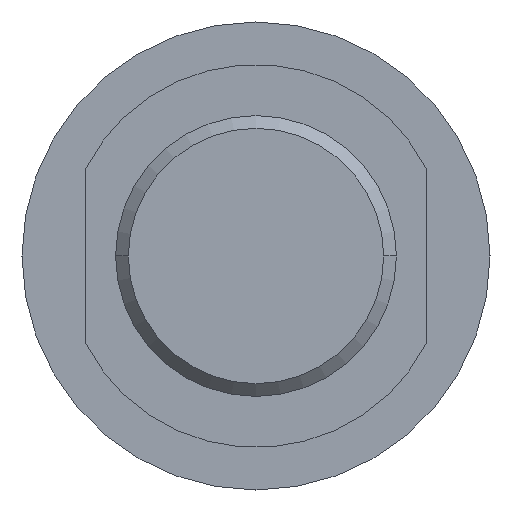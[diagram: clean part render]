
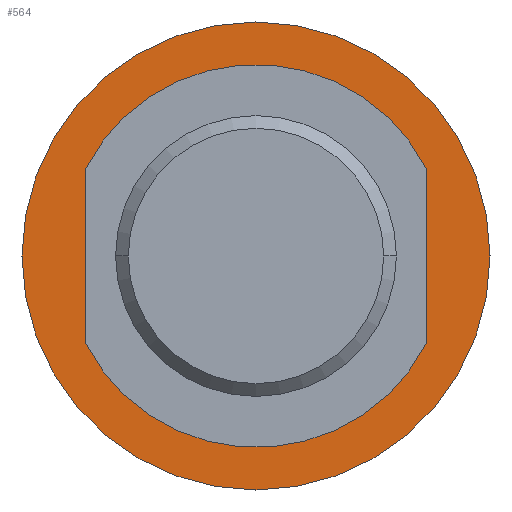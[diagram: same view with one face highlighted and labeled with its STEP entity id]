
A CAD part, left-side view. The second image highlights one B-rep face of the part: STEP entity #564.
In plain terms, the highlighted planar face has unit normal (-1, 0, 0).
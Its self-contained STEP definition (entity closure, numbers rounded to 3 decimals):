
#214=CARTESIAN_POINT('',(95.0,27.5,0.0));
#215=VERTEX_POINT('',#214);
#240=CARTESIAN_POINT('',(95.0,-27.5,0.));
#241=VERTEX_POINT('',#240);
#248=CARTESIAN_POINT('',(95.0,0.,0.0));
#249=DIRECTION('',(-1.0,0.0,0.0));
#250=DIRECTION('',(0.0,1.0,0.0));
#251=AXIS2_PLACEMENT_3D('',#248,#249,#250);
#252=CIRCLE('',#251,27.5);
#253=EDGE_CURVE('',#215,#241,#252,.T.);
#290=CARTESIAN_POINT('',(95.0,17.5,0.0));
#291=VERTEX_POINT('',#290);
#307=CARTESIAN_POINT('',(95.0,-17.5,0.));
#308=VERTEX_POINT('',#307);
#315=CARTESIAN_POINT('',(95.0,0.,0.0));
#316=DIRECTION('',(1.0,0.0,0.0));
#317=DIRECTION('',(0.0,1.0,0.0));
#318=AXIS2_PLACEMENT_3D('',#315,#316,#317);
#319=CIRCLE('',#318,17.5);
#320=EDGE_CURVE('',#291,#308,#319,.T.);
#503=CARTESIAN_POINT('',(95.0,0.,0.0));
#504=DIRECTION('',(1.0,0.0,0.0));
#505=DIRECTION('',(0.0,1.0,0.0));
#506=AXIS2_PLACEMENT_3D('',#503,#504,#505);
#507=CIRCLE('',#506,17.5);
#508=EDGE_CURVE('',#308,#291,#507,.T.);
#538=CARTESIAN_POINT('',(95.0,0.,0.0));
#539=DIRECTION('',(-1.0,0.0,0.0));
#540=DIRECTION('',(0.0,1.0,0.0));
#541=AXIS2_PLACEMENT_3D('',#538,#539,#540);
#542=CIRCLE('',#541,27.5);
#543=EDGE_CURVE('',#241,#215,#542,.T.);
#551=CARTESIAN_POINT('',(95.0,13.75,0.0));
#552=DIRECTION('',(-1.0,0.0,0.0));
#553=DIRECTION('',(0.0,0.0,1.0));
#554=AXIS2_PLACEMENT_3D('',#551,#552,#553);
#555=PLANE('',#554);
#556=ORIENTED_EDGE('',*,*,#253,.T.);
#557=ORIENTED_EDGE('',*,*,#543,.T.);
#558=EDGE_LOOP('',(#556,#557));
#559=FACE_OUTER_BOUND('',#558,.T.);
#560=ORIENTED_EDGE('',*,*,#320,.T.);
#561=ORIENTED_EDGE('',*,*,#508,.T.);
#562=EDGE_LOOP('',(#560,#561));
#563=FACE_BOUND('',#562,.T.);
#564=ADVANCED_FACE('',(#559,#563),#555,.T.);
